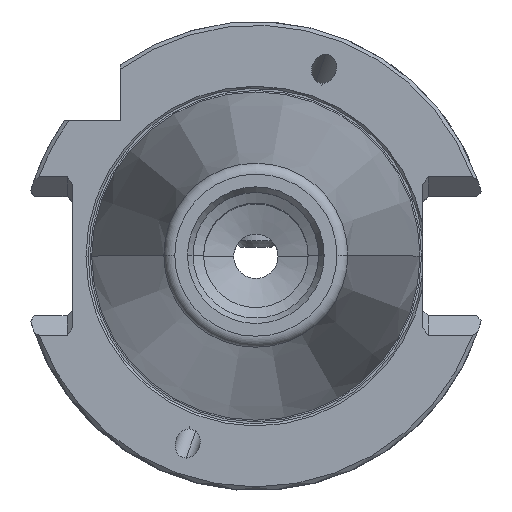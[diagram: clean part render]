
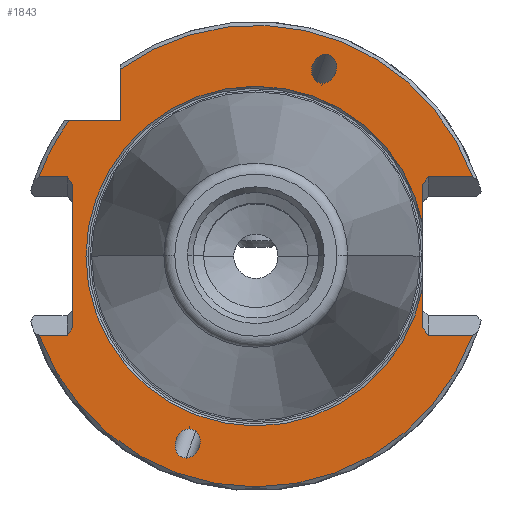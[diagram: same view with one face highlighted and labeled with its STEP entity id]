
A CAD part, top view. The second image highlights one B-rep face of the part: STEP entity #1843.
In plain terms, the highlighted planar face has unit normal (0, 0, 1).
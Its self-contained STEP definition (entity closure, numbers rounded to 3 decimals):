
#945=VERTEX_POINT('NONE',#2772);
#949=EDGE_CURVE('NONE',#1395,#2001,#2776,.T.);
#971=VERTEX_POINT('NONE',#2801);
#981=VERTEX_POINT('NONE',#2814);
#1013=VERTEX_POINT('NONE',#2850);
#1019=VERTEX_POINT('NONE',#2856);
#1039=EDGE_CURVE('NONE',#2397,#1019,#2879,.F.);
#1111=VERTEX_POINT('NONE',#2961);
#1143=VERTEX_POINT('NONE',#2996);
#1251=VERTEX_POINT('NONE',#3110);
#1253=EDGE_CURVE('NONE',#1693,#945,#3112,.T.);
#1271=EDGE_CURVE('NONE',#2353,#2507,#3132,.T.);
#1317=VERTEX_POINT('NONE',#3185);
#1395=VERTEX_POINT('NONE',#3269);
#1433=EDGE_CURVE('NONE',#1251,#1621,#3310,.F.);
#1455=EDGE_CURVE('NONE',#2233,#2403,#3337,.T.);
#1523=EDGE_CURVE('NONE',#1143,#1111,#3412,.T.);
#1533=EDGE_CURVE('NONE',#1871,#981,#3423,.F.);
#1565=EDGE_CURVE('NONE',#2001,#1013,#3456,.F.);
#1567=EDGE_CURVE('NONE',#1735,#1251,#3458,.T.);
#1621=VERTEX_POINT('NONE',#3520);
#1693=VERTEX_POINT('NONE',#3601);
#1719=EDGE_CURVE('NONE',#2507,#2353,#3634,.F.);
#1733=EDGE_CURVE('NONE',#971,#1317,#3648,.F.);
#1735=VERTEX_POINT('NONE',#3650);
#1793=EDGE_CURVE('NONE',#2397,#945,#3712,.F.);
#1807=EDGE_CURVE('NONE',#1693,#1143,#3731,.F.);
#1843=ADVANCED_FACE('NONE',(#3768,#3769,#3770),#3771,.F.);
#1865=EDGE_CURVE('NONE',#2403,#1621,#3797,.T.);
#1871=VERTEX_POINT('NONE',#3803);
#1891=EDGE_CURVE('NONE',#2301,#2065,#3827,.T.);
#1903=EDGE_CURVE('NONE',#981,#1871,#3840,.T.);
#2001=VERTEX_POINT('NONE',#3944);
#2035=EDGE_CURVE('NONE',#1013,#1735,#3983,.F.);
#2065=VERTEX_POINT('NONE',#4015);
#2089=EDGE_CURVE('NONE',#1111,#971,#4042,.F.);
#2217=EDGE_CURVE('NONE',#2301,#1019,#4186,.F.);
#2233=VERTEX_POINT('NONE',#4207);
#2241=EDGE_CURVE('NONE',#2233,#2065,#4215,.F.);
#2301=VERTEX_POINT('NONE',#4280);
#2353=VERTEX_POINT('NONE',#4342);
#2397=VERTEX_POINT('NONE',#4390);
#2403=VERTEX_POINT('NONE',#4396);
#2507=VERTEX_POINT('NONE',#4508);
#2671=EDGE_CURVE('NONE',#1317,#1395,#4688,.F.);
#2772=CARTESIAN_POINT('',(-25.55,-10.75,-1.));
#2776=CIRCLE('',#4812,23.0);
#2801=CARTESIAN_POINT('',(22.6,-9.689,-1.));
#2814=CARTESIAN_POINT('',(9.452,27.347,-1.0));
#2850=CARTESIAN_POINT('',(22.6,9.689,-1.));
#2856=CARTESIAN_POINT('',(-24.8,9.689,-1.));
#2879=LINE('',#4977,#4978);
#2961=CARTESIAN_POINT('',(23.35,-10.75,-1.));
#2996=CARTESIAN_POINT('',(29.343,-10.75,-1.));
#3110=CARTESIAN_POINT('',(29.343,10.75,-1.));
#3112=LINE('',#5342,#5343);
#3132=ELLIPSE('',#5410,2.014,1.65);
#3185=CARTESIAN_POINT('',(22.6,-4.271,-1.));
#3269=CARTESIAN_POINT('',(-23.0,0.,-1.));
#3310=CIRCLE('',#5687,31.25);
#3337=LINE('',#5722,#5723);
#3412=LINE('',#5854,#5855);
#3423=ELLIPSE('',#5869,2.014,1.65);
#3456=LINE('',#5917,#5918);
#3458=LINE('',#5921,#5922);
#3520=CARTESIAN_POINT('',(-18.35,25.295,-1.));
#3601=CARTESIAN_POINT('',(-29.343,-10.75,-1.));
#3634=ELLIPSE('',#6175,2.014,1.65);
#3648=LINE('',#6204,#6205);
#3650=CARTESIAN_POINT('',(23.35,10.75,-1.));
#3712=LINE('',#6330,#6331);
#3731=CIRCLE('',#6352,31.25);
#3768=FACE_OUTER_BOUND('',#6411,.T.);
#3769=FACE_BOUND('',#6412,.T.);
#3770=FACE_BOUND('',#6413,.T.);
#3771=PLANE('',#6414);
#3797=LINE('',#6447,#6448);
#3803=CARTESIAN_POINT('',(9.017,23.397,-1.0));
#3827=LINE('',#6520,#6521);
#3840=ELLIPSE('',#6539,2.014,1.65);
#3944=CARTESIAN_POINT('',(22.6,4.271,-1.));
#3983=LINE('',#6782,#6783);
#4015=CARTESIAN_POINT('',(-29.343,10.75,-1.));
#4042=LINE('',#6952,#6953);
#4186=LINE('',#7212,#7213);
#4207=CARTESIAN_POINT('',(-25.295,18.35,-1.));
#4215=CIRCLE('',#7269,31.25);
#4280=CARTESIAN_POINT('',(-25.55,10.75,-1.));
#4342=CARTESIAN_POINT('',(-9.452,-27.347,-1.));
#4390=CARTESIAN_POINT('',(-24.8,-9.689,-1.));
#4396=CARTESIAN_POINT('',(-18.35,18.35,-1.));
#4508=CARTESIAN_POINT('',(-9.017,-23.397,-1.));
#4688=CIRCLE('',#8071,23.0);
#4812=AXIS2_PLACEMENT_3D('',#8210,#8211,#8212);
#4977=CARTESIAN_POINT('',(-24.8,-11.185,-1.));
#4978=VECTOR('',#8333,1.0);
#5342=CARTESIAN_POINT('',(-30.6,-10.75,-1.));
#5343=VECTOR('',#8567,1.0);
#5410=AXIS2_PLACEMENT_3D('',#8588,#8589,#8590);
#5687=AXIS2_PLACEMENT_3D('',#8791,#8792,#8793);
#5722=CARTESIAN_POINT('',(-19.175,18.35,-1.));
#5723=VECTOR('',#8838,1.0);
#5854=CARTESIAN_POINT('',(62.4,-10.75,-1.));
#5855=VECTOR('',#8924,1.0);
#5869=AXIS2_PLACEMENT_3D('',#8934,#8935,#8936);
#5917=CARTESIAN_POINT('',(22.6,-11.185,-1.));
#5918=VECTOR('',#8967,1.0);
#5921=CARTESIAN_POINT('',(62.4,10.75,-1.));
#5922=VECTOR('',#8968,1.0);
#6175=AXIS2_PLACEMENT_3D('',#9196,#9197,#9198);
#6204=CARTESIAN_POINT('',(22.6,-11.185,-1.));
#6205=VECTOR('',#9206,1.0);
#6330=CARTESIAN_POINT('',(-20.316,-3.348,-1.));
#6331=VECTOR('',#9282,1.0);
#6352=AXIS2_PLACEMENT_3D('',#9321,#9322,#9323);
#6411=EDGE_LOOP('',(#9344,#9345,#9346,#9347,#9348,#9349,#9350,#9351,#9352,#9353,#9354,#9355,#9356,#9357,#9358,#9359,#9360,#9361));
#6412=EDGE_LOOP('',(#9362,#9363));
#6413=EDGE_LOOP('',(#9364,#9365));
#6414=AXIS2_PLACEMENT_3D('',#9366,#9367,#9368);
#6447=CARTESIAN_POINT('',(-18.35,-2.01,-1.));
#6448=VECTOR('',#9403,1.0);
#6520=CARTESIAN_POINT('',(-30.6,10.75,-1.));
#6521=VECTOR('',#9449,1.0);
#6539=AXIS2_PLACEMENT_3D('',#9465,#9466,#9467);
#6782=CARTESIAN_POINT('',(11.015,-6.694,-1.0));
#6783=VECTOR('',#9603,1.0);
#6952=CARTESIAN_POINT('',(21.561,-8.22,-1.));
#6953=VECTOR('',#9665,1.0);
#7212=CARTESIAN_POINT('',(-9.77,-11.566,-1.));
#7213=VECTOR('',#9859,1.0);
#7269=AXIS2_PLACEMENT_3D('',#9902,#9903,#9904);
#8071=AXIS2_PLACEMENT_3D('',#10470,#10471,#10472);
#8210=CARTESIAN_POINT('',(0.,0.,-1.0));
#8211=DIRECTION('',(0.,0.,-1.0));
#8212=DIRECTION('',(-1.0,0.,0.));
#8333=DIRECTION('',(0.,-1.0,0.));
#8567=DIRECTION('',(1.0,0.,0.));
#8588=CARTESIAN_POINT('',(-9.235,-25.372,-1.));
#8589=DIRECTION('',(0.,0.,-1.0));
#8590=DIRECTION('',(0.342,0.94,0.));
#8791=CARTESIAN_POINT('',(0.,0.,-1.0));
#8792=DIRECTION('',(0.,0.,-1.0));
#8793=DIRECTION('',(1.0,0.,0.));
#8838=DIRECTION('',(1.0,0.,0.));
#8924=DIRECTION('',(-1.0,0.,0.));
#8934=CARTESIAN_POINT('',(9.235,25.372,-1.0));
#8935=DIRECTION('',(0.,0.,1.0));
#8936=DIRECTION('',(-0.342,-0.94,0.));
#8967=DIRECTION('',(0.,-1.0,0.));
#8968=DIRECTION('',(1.0,0.,0.));
#9196=CARTESIAN_POINT('',(-9.235,-25.372,-1.));
#9197=DIRECTION('',(0.,0.,1.0));
#9198=DIRECTION('',(0.342,0.94,0.));
#9206=DIRECTION('',(0.,-1.0,0.));
#9282=DIRECTION('',(0.577,0.816,0.));
#9321=CARTESIAN_POINT('',(0.,0.,-1.0));
#9322=DIRECTION('',(0.,0.,-1.0));
#9323=DIRECTION('',(1.0,0.,0.));
#9344=ORIENTED_EDGE('',*,*,#1567,.T.);
#9345=ORIENTED_EDGE('',*,*,#1433,.T.);
#9346=ORIENTED_EDGE('',*,*,#1865,.F.);
#9347=ORIENTED_EDGE('',*,*,#1455,.F.);
#9348=ORIENTED_EDGE('',*,*,#2241,.T.);
#9349=ORIENTED_EDGE('',*,*,#1891,.F.);
#9350=ORIENTED_EDGE('',*,*,#2217,.T.);
#9351=ORIENTED_EDGE('',*,*,#1039,.F.);
#9352=ORIENTED_EDGE('',*,*,#1793,.T.);
#9353=ORIENTED_EDGE('',*,*,#1253,.F.);
#9354=ORIENTED_EDGE('',*,*,#1807,.T.);
#9355=ORIENTED_EDGE('',*,*,#1523,.T.);
#9356=ORIENTED_EDGE('',*,*,#2089,.T.);
#9357=ORIENTED_EDGE('',*,*,#1733,.T.);
#9358=ORIENTED_EDGE('',*,*,#2671,.T.);
#9359=ORIENTED_EDGE('',*,*,#949,.T.);
#9360=ORIENTED_EDGE('',*,*,#1565,.T.);
#9361=ORIENTED_EDGE('',*,*,#2035,.T.);
#9362=ORIENTED_EDGE('',*,*,#1533,.T.);
#9363=ORIENTED_EDGE('',*,*,#1903,.T.);
#9364=ORIENTED_EDGE('',*,*,#1719,.T.);
#9365=ORIENTED_EDGE('',*,*,#1271,.T.);
#9366=CARTESIAN_POINT('',(0.,-22.371,-1.0));
#9367=DIRECTION('',(0.,0.,-1.0));
#9368=DIRECTION('',(0.,-1.0,0.));
#9403=DIRECTION('',(0.,1.0,0.));
#9449=DIRECTION('',(-1.0,0.,0.));
#9465=CARTESIAN_POINT('',(9.235,25.372,-1.0));
#9466=DIRECTION('',(0.,0.,-1.0));
#9467=DIRECTION('',(-0.342,-0.94,0.));
#9603=DIRECTION('',(-0.577,-0.816,0.));
#9665=DIRECTION('',(0.577,-0.816,0.));
#9859=DIRECTION('',(-0.577,0.816,0.));
#9902=CARTESIAN_POINT('',(0.,0.,-1.0));
#9903=DIRECTION('',(0.,0.,-1.0));
#9904=DIRECTION('',(1.0,0.,0.));
#10470=CARTESIAN_POINT('',(0.,0.,-1.0));
#10471=DIRECTION('',(0.,0.,1.0));
#10472=DIRECTION('',(-1.0,0.,0.));
